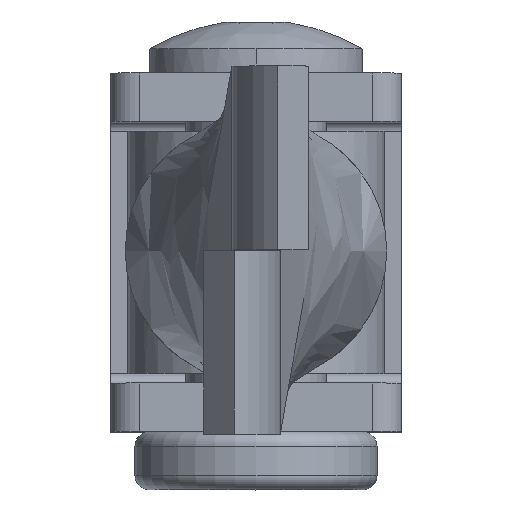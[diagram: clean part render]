
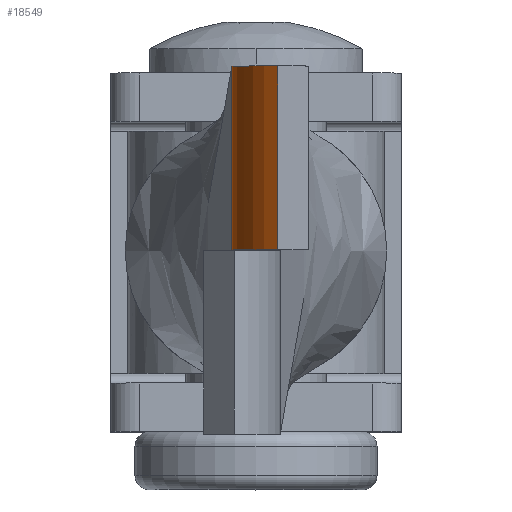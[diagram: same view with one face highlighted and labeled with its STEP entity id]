
A CAD part, top view. The second image highlights one B-rep face of the part: STEP entity #18549.
In plain terms, the highlighted cylindrical face has radius 12.926 mm (diameter 25.852 mm), a partial arc.
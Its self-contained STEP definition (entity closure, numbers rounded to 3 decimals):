
#1502 = CARTESIAN_POINT ( 'NONE',  ( 2.236, 0., 95. ) ) ;
#3098 = DIRECTION ( 'NONE',  ( 0., -1., 0. ) ) ;
#3183 = CYLINDRICAL_SURFACE ( 'NONE', #19583, 12.926 ) ;
#3303 = CARTESIAN_POINT ( 'NONE',  ( -2.5, 0.05, 85. ) ) ;
#3313 = DIRECTION ( 'NONE',  ( 0., 0., -1. ) ) ;
#7127 = LINE ( 'NONE', #1502, #23136 ) ;
#7232 = EDGE_CURVE ( 'NONE', #20923, #12104, #14062, .T. ) ;
#7236 = DIRECTION ( 'NONE',  ( 0., 0., -1. ) ) ;
#9425 = DIRECTION ( 'NONE',  ( 0., -1., 0. ) ) ;
#9448 = EDGE_CURVE ( 'NONE', #10247, #20923, #7127, .T. ) ;
#10092 = VERTEX_POINT ( 'NONE', #13942 ) ;
#10201 = ORIENTED_EDGE ( 'NONE', *, *, #21845, .T. ) ;
#10247 = VERTEX_POINT ( 'NONE', #10433 ) ;
#10414 = FACE_OUTER_BOUND ( 'NONE', #19581, .T. ) ;
#10433 = CARTESIAN_POINT ( 'NONE',  ( 2.236, 19., 95. ) ) ;
#10596 = CARTESIAN_POINT ( 'NONE',  ( 2.236, 0.05, 95. ) ) ;
#10608 = ORIENTED_EDGE ( 'NONE', *, *, #23100, .T. ) ;
#12104 = VERTEX_POINT ( 'NONE', #3303 ) ;
#13232 = DIRECTION ( 'NONE',  ( 0., -1., 0. ) ) ;
#13942 = CARTESIAN_POINT ( 'NONE',  ( -2.5, 19., 85. ) ) ;
#14062 = CIRCLE ( 'NONE', #14278, 12.926 ) ;
#14278 = AXIS2_PLACEMENT_3D ( 'NONE', #19022, #16903, #20966 ) ;
#15104 = CARTESIAN_POINT ( 'NONE',  ( -2.5, 0., 85. ) ) ;
#16203 = VECTOR ( 'NONE', #3098, 1000. ) ;
#16903 = DIRECTION ( 'NONE',  ( 0., -1., 0. ) ) ;
#17824 = LINE ( 'NONE', #15104, #16203 ) ;
#18549 = ADVANCED_FACE ( 'NONE', ( #10414 ), #3183, .T. ) ;
#19022 = CARTESIAN_POINT ( 'NONE',  ( 10.426, 0.05, 85. ) ) ;
#19195 = CARTESIAN_POINT ( 'NONE',  ( 10.426, 9.5, 85. ) ) ;
#19581 = EDGE_LOOP ( 'NONE', ( #24960, #21607, #10201, #10608 ) ) ;
#19583 = AXIS2_PLACEMENT_3D ( 'NONE', #19195, #13232, #3313 ) ;
#20923 = VERTEX_POINT ( 'NONE', #10596 ) ;
#20966 = DIRECTION ( 'NONE',  ( 0., 0., -1. ) ) ;
#21542 = CARTESIAN_POINT ( 'NONE',  ( 10.426, 19., 85. ) ) ;
#21607 = ORIENTED_EDGE ( 'NONE', *, *, #9448, .F. ) ;
#21845 = EDGE_CURVE ( 'NONE', #10247, #10092, #24445, .T. ) ;
#22529 = AXIS2_PLACEMENT_3D ( 'NONE', #21542, #25361, #7236 ) ;
#23100 = EDGE_CURVE ( 'NONE', #10092, #12104, #17824, .T. ) ;
#23136 = VECTOR ( 'NONE', #9425, 1000. ) ;
#24445 = CIRCLE ( 'NONE', #22529, 12.926 ) ;
#24960 = ORIENTED_EDGE ( 'NONE', *, *, #7232, .F. ) ;
#25361 = DIRECTION ( 'NONE',  ( 0., -1., 0. ) ) ;
